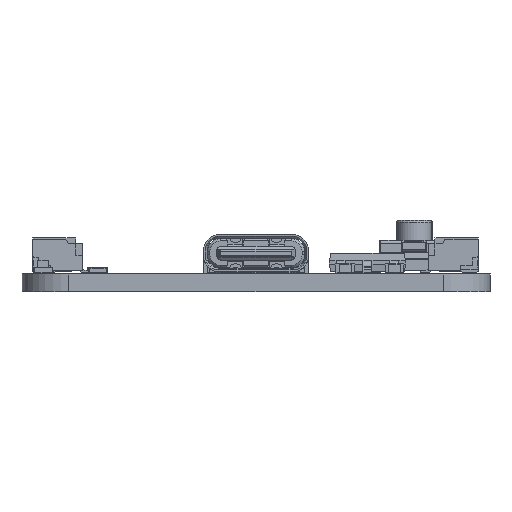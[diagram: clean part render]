
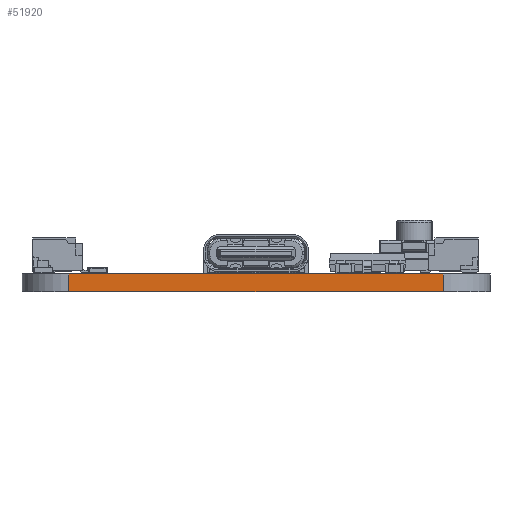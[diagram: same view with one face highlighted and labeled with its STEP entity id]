
A CAD part, front view. The second image highlights one B-rep face of the part: STEP entity #51920.
In plain terms, the highlighted planar face has unit normal (0, -1, 0).
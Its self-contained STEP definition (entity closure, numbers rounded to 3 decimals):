
#51186 = VERTEX_POINT('',#51187);
#51187 = CARTESIAN_POINT('',(148.8,-116.,0.));
#51194 = EDGE_CURVE('',#51195,#51186,#51197,.T.);
#51195 = VERTEX_POINT('',#51196);
#51196 = CARTESIAN_POINT('',(180.8,-116.,0.));
#51197 = LINE('',#51198,#51199);
#51198 = CARTESIAN_POINT('',(180.8,-116.,0.));
#51199 = VECTOR('',#51200,1.);
#51200 = DIRECTION('',(-1.,0.,0.));
#51484 = VERTEX_POINT('',#51485);
#51485 = CARTESIAN_POINT('',(148.8,-116.,1.51));
#51492 = EDGE_CURVE('',#51493,#51484,#51495,.T.);
#51493 = VERTEX_POINT('',#51494);
#51494 = CARTESIAN_POINT('',(180.8,-116.,1.51));
#51495 = LINE('',#51496,#51497);
#51496 = CARTESIAN_POINT('',(180.8,-116.,1.51));
#51497 = VECTOR('',#51498,1.);
#51498 = DIRECTION('',(-1.,0.,0.));
#51892 = EDGE_CURVE('',#51195,#51493,#51893,.T.);
#51893 = LINE('',#51894,#51895);
#51894 = CARTESIAN_POINT('',(180.8,-116.,0.));
#51895 = VECTOR('',#51896,1.);
#51896 = DIRECTION('',(0.,0.,1.));
#51907 = EDGE_CURVE('',#51186,#51484,#51908,.T.);
#51908 = LINE('',#51909,#51910);
#51909 = CARTESIAN_POINT('',(148.8,-116.,0.));
#51910 = VECTOR('',#51911,1.);
#51911 = DIRECTION('',(0.,0.,1.));
#51920 = ADVANCED_FACE('',(#51921),#51927,.T.);
#51921 = FACE_BOUND('',#51922,.T.);
#51922 = EDGE_LOOP('',(#51923,#51924,#51925,#51926));
#51923 = ORIENTED_EDGE('',*,*,#51892,.T.);
#51924 = ORIENTED_EDGE('',*,*,#51492,.T.);
#51925 = ORIENTED_EDGE('',*,*,#51907,.F.);
#51926 = ORIENTED_EDGE('',*,*,#51194,.F.);
#51927 = PLANE('',#51928);
#51928 = AXIS2_PLACEMENT_3D('',#51929,#51930,#51931);
#51929 = CARTESIAN_POINT('',(180.8,-116.,0.));
#51930 = DIRECTION('',(0.,-1.,0.));
#51931 = DIRECTION('',(-1.,0.,0.));
